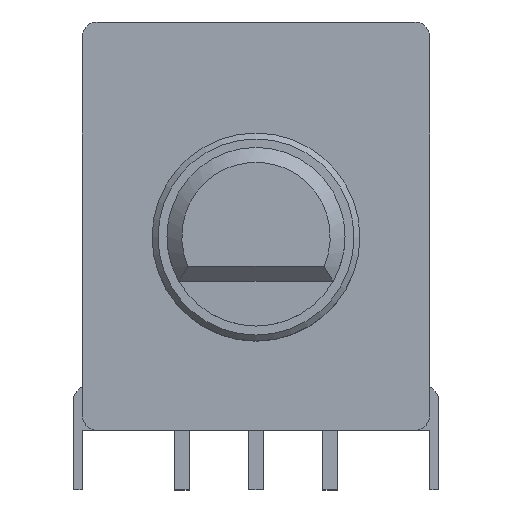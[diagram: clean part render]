
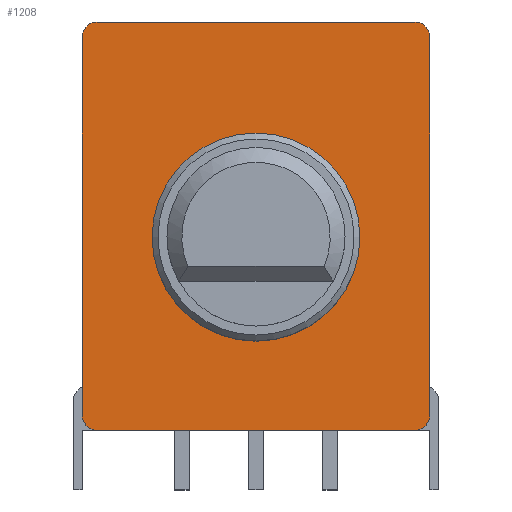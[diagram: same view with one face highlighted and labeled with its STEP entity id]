
A CAD part, top view. The second image highlights one B-rep face of the part: STEP entity #1208.
In plain terms, the highlighted planar face has unit normal (0, 0, 1).
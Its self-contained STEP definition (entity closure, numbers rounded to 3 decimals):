
#23=FACE_BOUND('',#186,.T.);
#47=PLANE('',#1308);
#109=FACE_OUTER_BOUND('',#185,.T.);
#185=EDGE_LOOP('',(#938,#939,#940,#941,#942,#943,#944,#945));
#186=EDGE_LOOP('',(#946));
#274=LINE('',#1811,#412);
#306=LINE('',#1885,#444);
#307=LINE('',#1889,#445);
#308=LINE('',#1893,#446);
#412=VECTOR('',#1453,10.);
#444=VECTOR('',#1509,10.);
#445=VECTOR('',#1512,10.);
#446=VECTOR('',#1515,10.);
#532=CIRCLE('',#1306,0.5);
#534=CIRCLE('',#1309,0.5);
#535=CIRCLE('',#1310,0.5);
#536=CIRCLE('',#1311,0.5);
#537=CIRCLE('',#1312,3.5);
#582=VERTEX_POINT('',#1808);
#583=VERTEX_POINT('',#1810);
#611=VERTEX_POINT('',#1878);
#613=VERTEX_POINT('',#1884);
#614=VERTEX_POINT('',#1886);
#615=VERTEX_POINT('',#1888);
#616=VERTEX_POINT('',#1890);
#617=VERTEX_POINT('',#1892);
#618=VERTEX_POINT('',#1895);
#702=EDGE_CURVE('',#583,#582,#274,.T.);
#737=EDGE_CURVE('',#611,#582,#532,.T.);
#740=EDGE_CURVE('',#611,#613,#306,.T.);
#741=EDGE_CURVE('',#614,#613,#534,.T.);
#742=EDGE_CURVE('',#614,#615,#307,.T.);
#743=EDGE_CURVE('',#616,#615,#535,.T.);
#744=EDGE_CURVE('',#616,#617,#308,.T.);
#745=EDGE_CURVE('',#583,#617,#536,.T.);
#746=EDGE_CURVE('',#618,#618,#537,.T.);
#938=ORIENTED_EDGE('',*,*,#737,.F.);
#939=ORIENTED_EDGE('',*,*,#740,.T.);
#940=ORIENTED_EDGE('',*,*,#741,.F.);
#941=ORIENTED_EDGE('',*,*,#742,.T.);
#942=ORIENTED_EDGE('',*,*,#743,.F.);
#943=ORIENTED_EDGE('',*,*,#744,.T.);
#944=ORIENTED_EDGE('',*,*,#745,.F.);
#945=ORIENTED_EDGE('',*,*,#702,.T.);
#946=ORIENTED_EDGE('',*,*,#746,.T.);
#1208=ADVANCED_FACE('',(#109,#23),#47,.T.);
#1306=AXIS2_PLACEMENT_3D('',#1879,#1502,#1503);
#1308=AXIS2_PLACEMENT_3D('',#1883,#1507,#1508);
#1309=AXIS2_PLACEMENT_3D('',#1887,#1510,#1511);
#1310=AXIS2_PLACEMENT_3D('',#1891,#1513,#1514);
#1311=AXIS2_PLACEMENT_3D('',#1894,#1516,#1517);
#1312=AXIS2_PLACEMENT_3D('',#1896,#1518,#1519);
#1453=DIRECTION('',(1.,0.,0.));
#1502=DIRECTION('center_axis',(0.,0.,-1.));
#1503=DIRECTION('ref_axis',(0.707,-0.707,0.));
#1507=DIRECTION('center_axis',(0.,0.,1.));
#1508=DIRECTION('ref_axis',(1.,0.,0.));
#1509=DIRECTION('',(0.,1.,0.));
#1510=DIRECTION('center_axis',(0.,0.,-1.));
#1511=DIRECTION('ref_axis',(0.707,0.707,0.));
#1512=DIRECTION('',(-1.,0.,0.));
#1513=DIRECTION('center_axis',(0.,0.,-1.));
#1514=DIRECTION('ref_axis',(-0.707,0.707,0.));
#1515=DIRECTION('',(0.,-1.,0.));
#1516=DIRECTION('center_axis',(0.,0.,-1.));
#1517=DIRECTION('ref_axis',(-0.707,-0.707,0.));
#1518=DIRECTION('center_axis',(0.,0.,-1.));
#1519=DIRECTION('ref_axis',(1.,0.,0.));
#1808=CARTESIAN_POINT('',(5.35,-6.875,6.3));
#1810=CARTESIAN_POINT('',(-5.35,-6.875,6.3));
#1811=CARTESIAN_POINT('',(-5.85,-6.875,6.3));
#1878=CARTESIAN_POINT('',(5.85,-6.375,6.3));
#1879=CARTESIAN_POINT('Origin',(5.35,-6.375,6.3));
#1883=CARTESIAN_POINT('Origin',(0.,0.,6.3));
#1884=CARTESIAN_POINT('',(5.85,6.375,6.3));
#1885=CARTESIAN_POINT('',(5.85,-6.875,6.3));
#1886=CARTESIAN_POINT('',(5.35,6.875,6.3));
#1887=CARTESIAN_POINT('Origin',(5.35,6.375,6.3));
#1888=CARTESIAN_POINT('',(-5.35,6.875,6.3));
#1889=CARTESIAN_POINT('',(5.85,6.875,6.3));
#1890=CARTESIAN_POINT('',(-5.85,6.375,6.3));
#1891=CARTESIAN_POINT('Origin',(-5.35,6.375,6.3));
#1892=CARTESIAN_POINT('',(-5.85,-6.375,6.3));
#1893=CARTESIAN_POINT('',(-5.85,6.875,6.3));
#1894=CARTESIAN_POINT('Origin',(-5.35,-6.375,6.3));
#1895=CARTESIAN_POINT('',(-3.5,-0.375,6.3));
#1896=CARTESIAN_POINT('Origin',(0.,-0.375,6.3));
